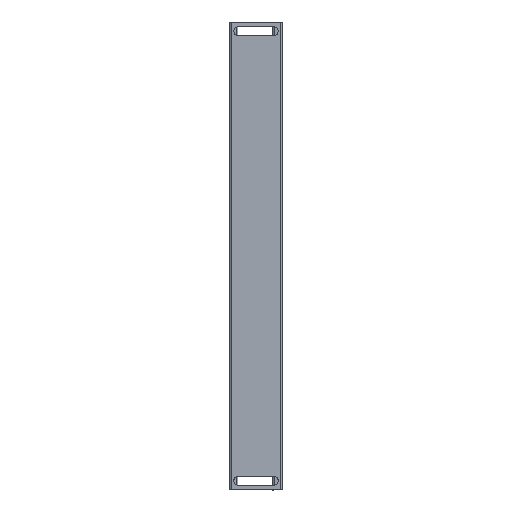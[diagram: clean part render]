
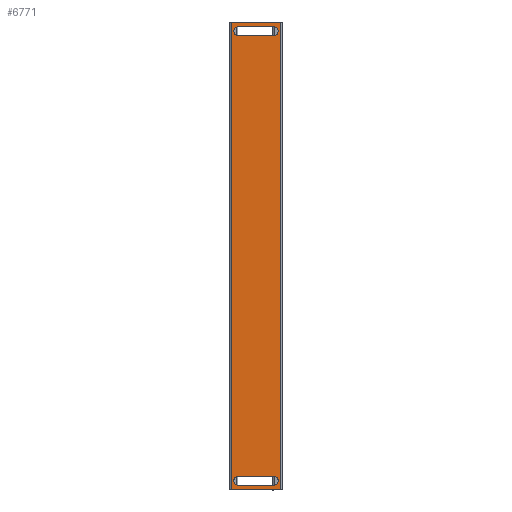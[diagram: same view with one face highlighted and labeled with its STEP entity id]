
A CAD part, top view. The second image highlights one B-rep face of the part: STEP entity #6771.
In plain terms, the highlighted planar face has unit normal (0, 0, 1).
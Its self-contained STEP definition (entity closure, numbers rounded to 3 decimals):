
#93 = CARTESIAN_POINT ( 'NONE',  ( 28., 348.5, 0. ) ) ;
#123 = VERTEX_POINT ( 'NONE', #5909 ) ;
#292 = ORIENTED_EDGE ( 'NONE', *, *, #5195, .T. ) ;
#317 = DIRECTION ( 'NONE',  ( 1., 0., 0. ) ) ;
#423 = CARTESIAN_POINT ( 'NONE',  ( -39.1, 370., 0. ) ) ;
#438 = CARTESIAN_POINT ( 'NONE',  ( -28., -348.5, 0. ) ) ;
#623 = CARTESIAN_POINT ( 'NONE',  ( 39.1, -370., 0. ) ) ;
#656 = AXIS2_PLACEMENT_3D ( 'NONE', #7281, #8915, #3006 ) ;
#718 = EDGE_CURVE ( 'NONE', #2328, #8790, #8155, .T. ) ;
#728 = EDGE_CURVE ( 'NONE', #10878, #6234, #5610, .T. ) ;
#787 = CARTESIAN_POINT ( 'NONE',  ( 28., -348.5, 0. ) ) ;
#984 = CARTESIAN_POINT ( 'NONE',  ( -41.5, -370., 0. ) ) ;
#998 = CARTESIAN_POINT ( 'NONE',  ( -28., -362.5, 0. ) ) ;
#1263 = DIRECTION ( 'NONE',  ( -1., 0., 0. ) ) ;
#1495 = EDGE_CURVE ( 'NONE', #3637, #2328, #7971, .T. ) ;
#1510 = CARTESIAN_POINT ( 'NONE',  ( -39.1, -370., 0. ) ) ;
#1540 = EDGE_LOOP ( 'NONE', ( #2348, #6248, #9979, #3246, #10306 ) ) ;
#1548 = EDGE_CURVE ( 'NONE', #123, #7498, #11037, .T. ) ;
#1549 = FACE_BOUND ( 'NONE', #6606, .T. ) ;
#1564 = AXIS2_PLACEMENT_3D ( 'NONE', #4131, #4245, #7684 ) ;
#1695 = CARTESIAN_POINT ( 'NONE',  ( 39.1, -370., 0. ) ) ;
#1905 = VERTEX_POINT ( 'NONE', #2938 ) ;
#1939 = CARTESIAN_POINT ( 'NONE',  ( 28., -355.5, 0. ) ) ;
#2207 = CARTESIAN_POINT ( 'NONE',  ( 28., 355.5, 0. ) ) ;
#2264 = DIRECTION ( 'NONE',  ( 1., 0., 0. ) ) ;
#2268 = VECTOR ( 'NONE', #7417, 1000. ) ;
#2308 = VERTEX_POINT ( 'NONE', #4951 ) ;
#2328 = VERTEX_POINT ( 'NONE', #2468 ) ;
#2348 = ORIENTED_EDGE ( 'NONE', *, *, #1548, .F. ) ;
#2468 = CARTESIAN_POINT ( 'NONE',  ( -28., -348.5, 0. ) ) ;
#2495 = FACE_BOUND ( 'NONE', #1540, .T. ) ;
#2819 = VERTEX_POINT ( 'NONE', #9213 ) ;
#2879 = LINE ( 'NONE', #984, #5904 ) ;
#2892 = EDGE_CURVE ( 'NONE', #6234, #8702, #2879, .T. ) ;
#2938 = CARTESIAN_POINT ( 'NONE',  ( 28., 362.5, 0. ) ) ;
#2942 = DIRECTION ( 'NONE',  ( 0., 0., 1. ) ) ;
#2990 = EDGE_CURVE ( 'NONE', #7498, #10102, #8070, .T. ) ;
#2993 = DIRECTION ( 'NONE',  ( -1., 0., 0. ) ) ;
#3006 = DIRECTION ( 'NONE',  ( 1., 0., 0. ) ) ;
#3013 = CARTESIAN_POINT ( 'NONE',  ( -28., -355.5, 0. ) ) ;
#3123 = CARTESIAN_POINT ( 'NONE',  ( -28., 362.5, 0. ) ) ;
#3158 = AXIS2_PLACEMENT_3D ( 'NONE', #2207, #8243, #2264 ) ;
#3207 = AXIS2_PLACEMENT_3D ( 'NONE', #10030, #2942, #3838 ) ;
#3246 = ORIENTED_EDGE ( 'NONE', *, *, #4870, .F. ) ;
#3339 = VECTOR ( 'NONE', #7183, 1000. ) ;
#3522 = AXIS2_PLACEMENT_3D ( 'NONE', #3665, #4200, #10108 ) ;
#3573 = LINE ( 'NONE', #998, #5969 ) ;
#3637 = VERTEX_POINT ( 'NONE', #5061 ) ;
#3665 = CARTESIAN_POINT ( 'NONE',  ( 28., -355.5, 0. ) ) ;
#3713 = AXIS2_PLACEMENT_3D ( 'NONE', #1939, #8032, #317 ) ;
#3838 = DIRECTION ( 'NONE',  ( 1., 0., 0. ) ) ;
#4131 = CARTESIAN_POINT ( 'NONE',  ( 0., 0., 0. ) ) ;
#4200 = DIRECTION ( 'NONE',  ( 0., 0., -1. ) ) ;
#4245 = DIRECTION ( 'NONE',  ( 0., 0., -1. ) ) ;
#4291 = CARTESIAN_POINT ( 'NONE',  ( -28., 348.5, 0. ) ) ;
#4322 = VECTOR ( 'NONE', #2993, 1000. ) ;
#4596 = ORIENTED_EDGE ( 'NONE', *, *, #8401, .T. ) ;
#4732 = ORIENTED_EDGE ( 'NONE', *, *, #6562, .T. ) ;
#4799 = CARTESIAN_POINT ( 'NONE',  ( 35., 355.5, 0. ) ) ;
#4848 = LINE ( 'NONE', #8341, #4322 ) ;
#4870 = EDGE_CURVE ( 'NONE', #10102, #1905, #5133, .T. ) ;
#4910 = ORIENTED_EDGE ( 'NONE', *, *, #8674, .T. ) ;
#4951 = CARTESIAN_POINT ( 'NONE',  ( -28., 362.5, 0. ) ) ;
#5061 = CARTESIAN_POINT ( 'NONE',  ( -28., -362.5, 0. ) ) ;
#5133 = CIRCLE ( 'NONE', #3158, 7. ) ;
#5195 = EDGE_CURVE ( 'NONE', #10859, #10134, #8929, .T. ) ;
#5288 = EDGE_CURVE ( 'NONE', #2308, #123, #5503, .T. ) ;
#5503 = CIRCLE ( 'NONE', #656, 7. ) ;
#5610 = LINE ( 'NONE', #10007, #3339 ) ;
#5904 = VECTOR ( 'NONE', #6780, 1000. ) ;
#5909 = CARTESIAN_POINT ( 'NONE',  ( -28., 348.5, 0. ) ) ;
#5948 = DIRECTION ( 'NONE',  ( -1., 0., 0. ) ) ;
#5969 = VECTOR ( 'NONE', #5948, 1000. ) ;
#5975 = ORIENTED_EDGE ( 'NONE', *, *, #1495, .T. ) ;
#6024 = LINE ( 'NONE', #1695, #8110 ) ;
#6234 = VERTEX_POINT ( 'NONE', #1510 ) ;
#6248 = ORIENTED_EDGE ( 'NONE', *, *, #5288, .F. ) ;
#6373 = EDGE_LOOP ( 'NONE', ( #6550, #9929, #4596, #4910 ) ) ;
#6547 = DIRECTION ( 'NONE',  ( 1., 0., 0. ) ) ;
#6550 = ORIENTED_EDGE ( 'NONE', *, *, #728, .T. ) ;
#6562 = EDGE_CURVE ( 'NONE', #8790, #10859, #6768, .T. ) ;
#6606 = EDGE_LOOP ( 'NONE', ( #5975, #8397, #4732, #292, #8402 ) ) ;
#6768 = CIRCLE ( 'NONE', #3713, 7. ) ;
#6771 = ADVANCED_FACE ( 'NONE', ( #6773, #2495, #1549 ), #7791, .F. ) ;
#6773 = FACE_OUTER_BOUND ( 'NONE', #6373, .T. ) ;
#6780 = DIRECTION ( 'NONE',  ( 1., 0., 0. ) ) ;
#7183 = DIRECTION ( 'NONE',  ( 0., -1., 0. ) ) ;
#7281 = CARTESIAN_POINT ( 'NONE',  ( -28., 355.5, 0. ) ) ;
#7402 = CARTESIAN_POINT ( 'NONE',  ( 35., -355.5, 0. ) ) ;
#7417 = DIRECTION ( 'NONE',  ( 1., 0., 0. ) ) ;
#7459 = LINE ( 'NONE', #3123, #9400 ) ;
#7498 = VERTEX_POINT ( 'NONE', #93 ) ;
#7684 = DIRECTION ( 'NONE',  ( -1., 0., 0. ) ) ;
#7777 = DIRECTION ( 'NONE',  ( 0., 1., 0. ) ) ;
#7791 = PLANE ( 'NONE',  #1564 ) ;
#7960 = VECTOR ( 'NONE', #8357, 1000. ) ;
#7971 = CIRCLE ( 'NONE', #10464, 7. ) ;
#8032 = DIRECTION ( 'NONE',  ( 0., 0., -1. ) ) ;
#8070 = CIRCLE ( 'NONE', #3207, 7. ) ;
#8110 = VECTOR ( 'NONE', #7777, 1000. ) ;
#8155 = LINE ( 'NONE', #438, #2268 ) ;
#8243 = DIRECTION ( 'NONE',  ( 0., 0., 1. ) ) ;
#8341 = CARTESIAN_POINT ( 'NONE',  ( -41.5, 370., 0. ) ) ;
#8357 = DIRECTION ( 'NONE',  ( 1., 0., 0. ) ) ;
#8397 = ORIENTED_EDGE ( 'NONE', *, *, #718, .T. ) ;
#8401 = EDGE_CURVE ( 'NONE', #8702, #2819, #6024, .T. ) ;
#8402 = ORIENTED_EDGE ( 'NONE', *, *, #10188, .T. ) ;
#8674 = EDGE_CURVE ( 'NONE', #2819, #10878, #4848, .T. ) ;
#8702 = VERTEX_POINT ( 'NONE', #623 ) ;
#8790 = VERTEX_POINT ( 'NONE', #787 ) ;
#8915 = DIRECTION ( 'NONE',  ( 0., 0., 1. ) ) ;
#8929 = CIRCLE ( 'NONE', #3522, 7. ) ;
#9213 = CARTESIAN_POINT ( 'NONE',  ( 39.1, 370., 0. ) ) ;
#9400 = VECTOR ( 'NONE', #1263, 1000. ) ;
#9929 = ORIENTED_EDGE ( 'NONE', *, *, #2892, .T. ) ;
#9979 = ORIENTED_EDGE ( 'NONE', *, *, #10840, .F. ) ;
#10007 = CARTESIAN_POINT ( 'NONE',  ( -39.1, 370., 0. ) ) ;
#10030 = CARTESIAN_POINT ( 'NONE',  ( 28., 355.5, 0. ) ) ;
#10102 = VERTEX_POINT ( 'NONE', #4799 ) ;
#10108 = DIRECTION ( 'NONE',  ( 1., 0., 0. ) ) ;
#10134 = VERTEX_POINT ( 'NONE', #10799 ) ;
#10188 = EDGE_CURVE ( 'NONE', #10134, #3637, #3573, .T. ) ;
#10306 = ORIENTED_EDGE ( 'NONE', *, *, #2990, .F. ) ;
#10464 = AXIS2_PLACEMENT_3D ( 'NONE', #3013, #10762, #6547 ) ;
#10762 = DIRECTION ( 'NONE',  ( 0., 0., -1. ) ) ;
#10799 = CARTESIAN_POINT ( 'NONE',  ( 28., -362.5, 0. ) ) ;
#10840 = EDGE_CURVE ( 'NONE', #1905, #2308, #7459, .T. ) ;
#10859 = VERTEX_POINT ( 'NONE', #7402 ) ;
#10878 = VERTEX_POINT ( 'NONE', #423 ) ;
#11037 = LINE ( 'NONE', #4291, #7960 ) ;
